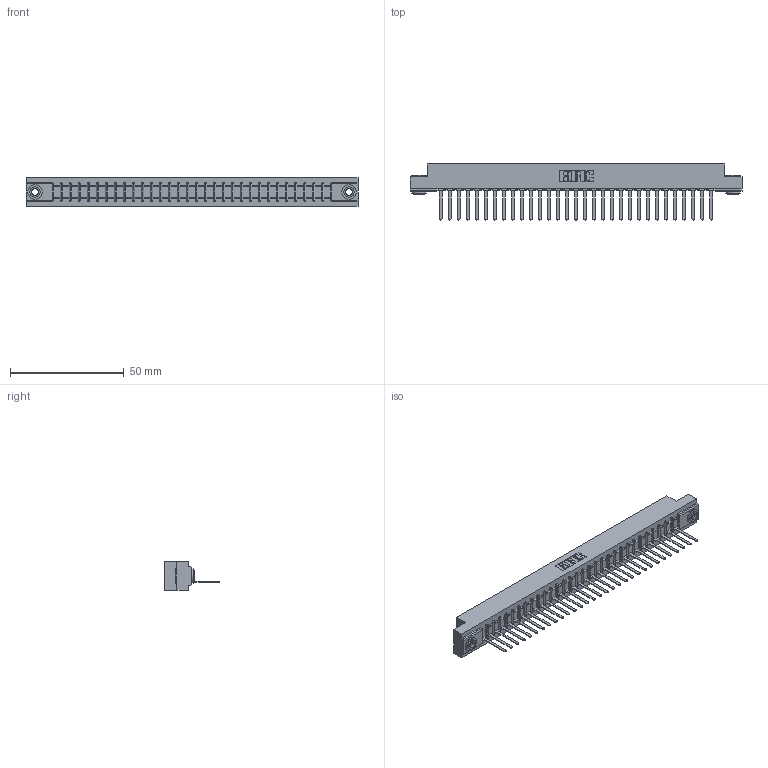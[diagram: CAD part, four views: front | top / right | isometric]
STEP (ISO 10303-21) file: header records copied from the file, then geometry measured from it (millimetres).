
FILE_DESCRIPTION (( 'STEP AP203' ), '1' );
FILE_NAME ('357-031-441-103.STEP', '2020-10-02T03:45:32', ( '' ), ( '' ), 'SwSTEP 2.0', 'SolidWorks 2020', '' );
FILE_SCHEMA (( 'CONFIG_CONTROL_DESIGN' ));
Length unit declared in the file: inch
Products named in the file (4): 307 Part_.156 Dia Mounting Holes; 345-250-002_345-250-002-102; 357-031-441-103; 307-290-002_541
Assembly tree (34 placements, depth 2):
  357-031-441-103
    307 Part_.156 Dia Mounting Holes
    307-290-002_541  x31
    345-250-002_345-250-002-102  x2
Bounding box: 145.85 x 24.59 x 12.7 mm (x, y, z)
Volume: 15614.2 mm3; surface area: 20204.1 mm2
Topology: 34 solids, 34 shells, 2496 faces, 7627 edges, 4994 vertices
Faces by surface type: plane 1489, cylinder 935, sphere 64, cone 8
Entity records: 29715 total; most frequent: CARTESIAN_POINT 4989, ORIENTED_EDGE 4970, DIRECTION 4867, EDGE_CURVE 2485, LINE 1891, VECTOR 1891, VERTEX_POINT 1610, AXIS2_PLACEMENT_3D 1488
